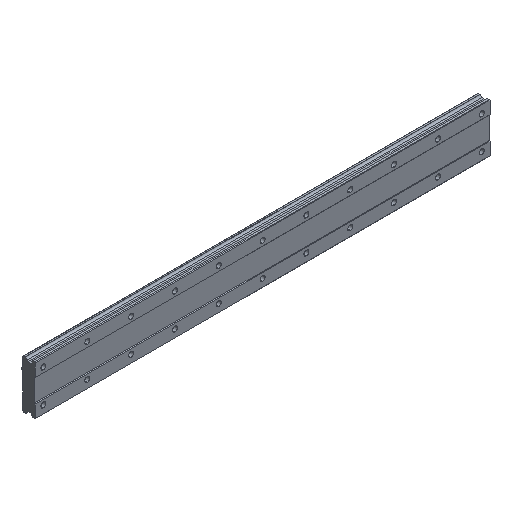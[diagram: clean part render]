
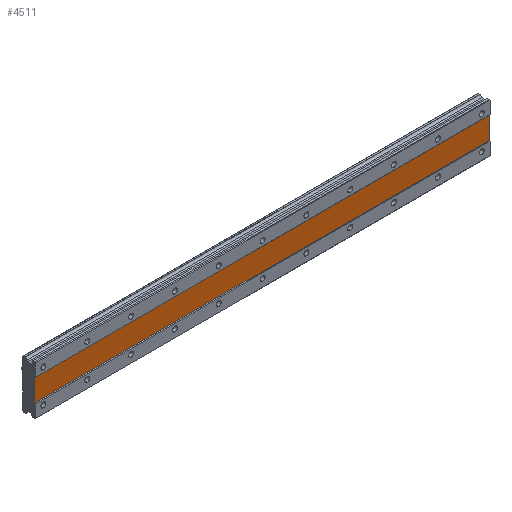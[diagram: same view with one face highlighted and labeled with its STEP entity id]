
A CAD part, isometric view. The second image highlights one B-rep face of the part: STEP entity #4511.
In plain terms, the highlighted planar face has unit normal (0, -1, 0).
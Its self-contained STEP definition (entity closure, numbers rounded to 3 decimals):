
#92 = VECTOR ( 'NONE', #448, 1000. ) ;
#257 = FACE_OUTER_BOUND ( 'NONE', #980, .T. ) ;
#277 = CARTESIAN_POINT ( 'NONE',  ( 815., 1., 44.91 ) ) ;
#448 = DIRECTION ( 'NONE',  ( 0., 0., -1. ) ) ;
#450 = CARTESIAN_POINT ( 'NONE',  ( -15., 1., -20. ) ) ;
#506 = EDGE_CURVE ( 'NONE', #1398, #2332, #3184, .T. ) ;
#554 = LINE ( 'NONE', #277, #1783 ) ;
#580 = ORIENTED_EDGE ( 'NONE', *, *, #2067, .T. ) ;
#684 = ORIENTED_EDGE ( 'NONE', *, *, #4243, .F. ) ;
#750 = VERTEX_POINT ( 'NONE', #3797 ) ;
#764 = CARTESIAN_POINT ( 'NONE',  ( 815., 1., 20. ) ) ;
#980 = EDGE_LOOP ( 'NONE', ( #1415, #684, #2446, #580 ) ) ;
#1067 = DIRECTION ( 'NONE',  ( 0., 1., 0. ) ) ;
#1150 = CARTESIAN_POINT ( 'NONE',  ( 815., 1., 20. ) ) ;
#1398 = VERTEX_POINT ( 'NONE', #3654 ) ;
#1415 = ORIENTED_EDGE ( 'NONE', *, *, #506, .F. ) ;
#1635 = DIRECTION ( 'NONE',  ( 1., 0., 0. ) ) ;
#1696 = CARTESIAN_POINT ( 'NONE',  ( 815., 1., -20. ) ) ;
#1783 = VECTOR ( 'NONE', #4510, 1000. ) ;
#2028 = PLANE ( 'NONE',  #2043 ) ;
#2043 = AXIS2_PLACEMENT_3D ( 'NONE', #764, #1067, #2171 ) ;
#2067 = EDGE_CURVE ( 'NONE', #750, #2332, #3453, .T. ) ;
#2171 = DIRECTION ( 'NONE',  ( 0., 0., 1. ) ) ;
#2234 = VECTOR ( 'NONE', #3100, 1000. ) ;
#2332 = VERTEX_POINT ( 'NONE', #450 ) ;
#2446 = ORIENTED_EDGE ( 'NONE', *, *, #3431, .F. ) ;
#3100 = DIRECTION ( 'NONE',  ( -1., 0., 0. ) ) ;
#3106 = VERTEX_POINT ( 'NONE', #1150 ) ;
#3108 = CARTESIAN_POINT ( 'NONE',  ( -15., 1., 44.91 ) ) ;
#3184 = LINE ( 'NONE', #1696, #2234 ) ;
#3347 = LINE ( 'NONE', #3743, #3495 ) ;
#3431 = EDGE_CURVE ( 'NONE', #750, #3106, #3347, .T. ) ;
#3453 = LINE ( 'NONE', #3108, #92 ) ;
#3495 = VECTOR ( 'NONE', #1635, 1000. ) ;
#3654 = CARTESIAN_POINT ( 'NONE',  ( 815., 1., -20. ) ) ;
#3743 = CARTESIAN_POINT ( 'NONE',  ( 815., 1., 20. ) ) ;
#3797 = CARTESIAN_POINT ( 'NONE',  ( -15., 1., 20. ) ) ;
#4243 = EDGE_CURVE ( 'NONE', #3106, #1398, #554, .T. ) ;
#4510 = DIRECTION ( 'NONE',  ( 0., 0., -1. ) ) ;
#4511 = ADVANCED_FACE ( 'NONE', ( #257 ), #2028, .F. ) ;
